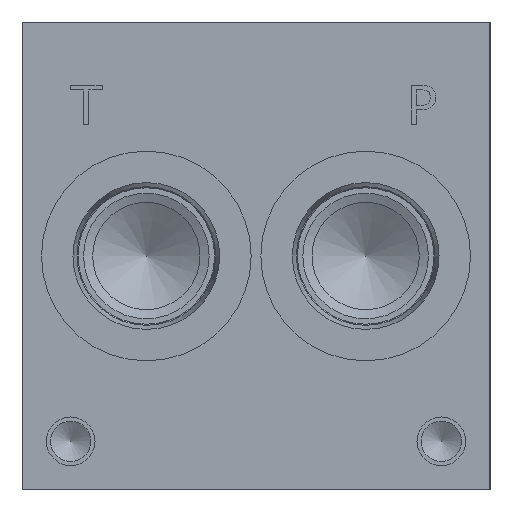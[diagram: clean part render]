
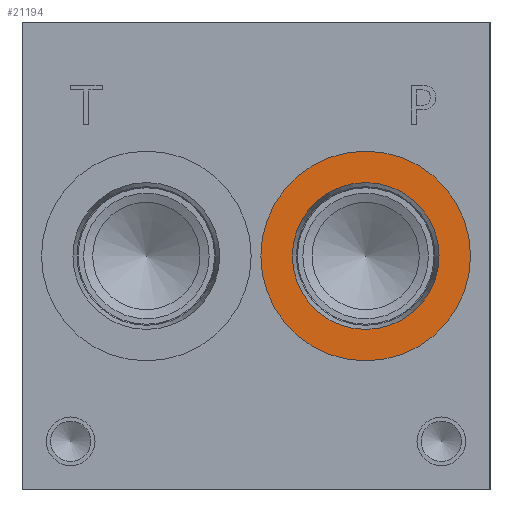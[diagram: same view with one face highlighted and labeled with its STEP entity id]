
A CAD part, left-side view. The second image highlights one B-rep face of the part: STEP entity #21194.
In plain terms, the highlighted planar face has unit normal (-1, 0, 0).
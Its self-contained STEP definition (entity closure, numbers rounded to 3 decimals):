
#745=CIRCLE('',#22473,17.069);
#746=CIRCLE('',#22474,17.069);
#747=CIRCLE('',#22476,11.951);
#748=CIRCLE('',#22477,11.951);
#1251=FACE_BOUND('',#4047,.T.);
#1843=PLANE('',#22475);
#2792=FACE_OUTER_BOUND('',#4046,.T.);
#4046=EDGE_LOOP('',(#18264,#18265));
#4047=EDGE_LOOP('',(#18266,#18267));
#9992=VERTEX_POINT('',#36186);
#9993=VERTEX_POINT('',#36188);
#9994=VERTEX_POINT('',#36192);
#9995=VERTEX_POINT('',#36193);
#12868=EDGE_CURVE('',#9992,#9993,#745,.T.);
#12869=EDGE_CURVE('',#9993,#9992,#746,.T.);
#12870=EDGE_CURVE('',#9994,#9995,#747,.T.);
#12871=EDGE_CURVE('',#9995,#9994,#748,.T.);
#18264=ORIENTED_EDGE('',*,*,#12869,.F.);
#18265=ORIENTED_EDGE('',*,*,#12868,.F.);
#18266=ORIENTED_EDGE('',*,*,#12870,.T.);
#18267=ORIENTED_EDGE('',*,*,#12871,.T.);
#21194=ADVANCED_FACE('',(#2792,#1251),#1843,.F.);
#22473=AXIS2_PLACEMENT_3D('',#36189,#26748,#26749);
#22474=AXIS2_PLACEMENT_3D('',#36190,#26750,#26751);
#22475=AXIS2_PLACEMENT_3D('',#36191,#26752,#26753);
#22476=AXIS2_PLACEMENT_3D('',#36194,#26754,#26755);
#22477=AXIS2_PLACEMENT_3D('',#36195,#26756,#26757);
#26748=DIRECTION('center_axis',(1.,0.,0.));
#26749=DIRECTION('ref_axis',(0.,0.,-1.));
#26750=DIRECTION('center_axis',(1.,0.,0.));
#26751=DIRECTION('ref_axis',(0.,0.,-1.));
#26752=DIRECTION('center_axis',(1.,0.,0.));
#26753=DIRECTION('ref_axis',(0.,0.,-1.));
#26754=DIRECTION('center_axis',(1.,0.,0.));
#26755=DIRECTION('ref_axis',(0.,0.,-1.));
#26756=DIRECTION('center_axis',(1.,0.,0.));
#26757=DIRECTION('ref_axis',(0.,0.,-1.));
#36186=CARTESIAN_POINT('',(0.787,20.244,21.031));
#36188=CARTESIAN_POINT('',(0.787,20.244,55.169));
#36189=CARTESIAN_POINT('Origin',(0.787,20.244,38.1));
#36190=CARTESIAN_POINT('Origin',(0.787,20.244,38.1));
#36191=CARTESIAN_POINT('Origin',(0.787,20.244,50.051));
#36192=CARTESIAN_POINT('',(0.787,20.244,50.051));
#36193=CARTESIAN_POINT('',(0.787,20.244,26.149));
#36194=CARTESIAN_POINT('Origin',(0.787,20.244,38.1));
#36195=CARTESIAN_POINT('Origin',(0.787,20.244,38.1));
